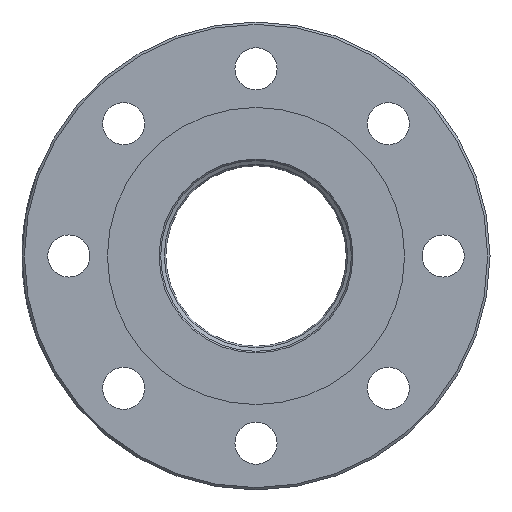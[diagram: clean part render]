
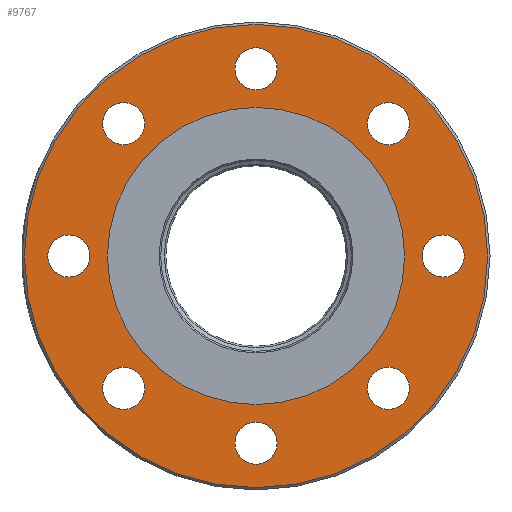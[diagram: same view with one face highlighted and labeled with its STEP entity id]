
A CAD part, left-side view. The second image highlights one B-rep face of the part: STEP entity #9767.
In plain terms, the highlighted planar face has unit normal (-1, 0, 0).
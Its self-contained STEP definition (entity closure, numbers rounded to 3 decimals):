
#18 = VERTEX_POINT ( 'NONE', #13229 ) ;
#138 = DIRECTION ( 'NONE',  ( 0., -0.707, 0.707 ) ) ;
#269 = FACE_BOUND ( 'NONE', #8944, .T. ) ;
#279 = DIRECTION ( 'NONE',  ( 1., 0., 0. ) ) ;
#703 = AXIS2_PLACEMENT_3D ( 'NONE', #4449, #11247, #7817 ) ;
#739 = CARTESIAN_POINT ( 'NONE',  ( 3.962, 0., 0. ) ) ;
#744 = CARTESIAN_POINT ( 'NONE',  ( 3.962, 62.932, 50.204 ) ) ;
#801 = CARTESIAN_POINT ( 'NONE',  ( 3.962, -62.932, -50.204 ) ) ;
#919 = CIRCLE ( 'NONE', #703, 9. ) ;
#939 = DIRECTION ( 'NONE',  ( 1., 0., 0. ) ) ;
#1478 = ORIENTED_EDGE ( 'NONE', *, *, #1784, .T. ) ;
#1484 = EDGE_LOOP ( 'NONE', ( #13100 ) ) ;
#1546 = CARTESIAN_POINT ( 'NONE',  ( 3.962, 0., 0. ) ) ;
#1736 = DIRECTION ( 'NONE',  ( 0., 0., -1. ) ) ;
#1784 = EDGE_CURVE ( 'NONE', #6389, #6389, #12232, .T. ) ;
#2046 = DIRECTION ( 'NONE',  ( 0., 1., 0. ) ) ;
#2134 = VERTEX_POINT ( 'NONE', #801 ) ;
#2393 = FACE_BOUND ( 'NONE', #8188, .T. ) ;
#2509 = DIRECTION ( 'NONE',  ( -1., 0., 0. ) ) ;
#2656 = VERTEX_POINT ( 'NONE', #9834 ) ;
#3146 = EDGE_LOOP ( 'NONE', ( #10561 ) ) ;
#3152 = CIRCLE ( 'NONE', #4122, 9. ) ;
#3194 = DIRECTION ( 'NONE',  ( 1., 0., 0. ) ) ;
#3247 = EDGE_LOOP ( 'NONE', ( #10340 ) ) ;
#3403 = CARTESIAN_POINT ( 'NONE',  ( 3.962, -80., 0. ) ) ;
#3692 = ORIENTED_EDGE ( 'NONE', *, *, #5644, .T. ) ;
#3723 = DIRECTION ( 'NONE',  ( 0., 0.707, -0.707 ) ) ;
#4122 = AXIS2_PLACEMENT_3D ( 'NONE', #12278, #939, #5546 ) ;
#4138 = EDGE_CURVE ( 'NONE', #13604, #13604, #7882, .T. ) ;
#4141 = CIRCLE ( 'NONE', #13016, 9. ) ;
#4207 = CARTESIAN_POINT ( 'NONE',  ( 3.962, 50.204, -62.932 ) ) ;
#4449 = CARTESIAN_POINT ( 'NONE',  ( 3.962, -56.568, 56.568 ) ) ;
#4530 = DIRECTION ( 'NONE',  ( 1., 0., 0. ) ) ;
#5028 = ORIENTED_EDGE ( 'NONE', *, *, #9609, .T. ) ;
#5139 = VERTEX_POINT ( 'NONE', #4207 ) ;
#5260 = CARTESIAN_POINT ( 'NONE',  ( 3.962, 0., -63.5 ) ) ;
#5546 = DIRECTION ( 'NONE',  ( 0., -1., 0. ) ) ;
#5644 = EDGE_CURVE ( 'NONE', #9192, #9192, #4141, .T. ) ;
#5669 = VERTEX_POINT ( 'NONE', #5260 ) ;
#5963 = DIRECTION ( 'NONE',  ( 1., 0., 0. ) ) ;
#6060 = CIRCLE ( 'NONE', #7623, 63.5 ) ;
#6285 = PLANE ( 'NONE',  #8298 ) ;
#6364 = DIRECTION ( 'NONE',  ( 1., 0., 0. ) ) ;
#6388 = DIRECTION ( 'NONE',  ( 1., 0., 0. ) ) ;
#6389 = VERTEX_POINT ( 'NONE', #744 ) ;
#6463 = FACE_BOUND ( 'NONE', #9345, .T. ) ;
#6618 = EDGE_CURVE ( 'NONE', #2134, #2134, #9572, .T. ) ;
#6695 = EDGE_LOOP ( 'NONE', ( #13073 ) ) ;
#6696 = DIRECTION ( 'NONE',  ( 1., 0., 0. ) ) ;
#6732 = ORIENTED_EDGE ( 'NONE', *, *, #8463, .T. ) ;
#6882 = EDGE_LOOP ( 'NONE', ( #3692 ) ) ;
#7071 = VERTEX_POINT ( 'NONE', #8759 ) ;
#7494 = CARTESIAN_POINT ( 'NONE',  ( 3.962, 0., 0. ) ) ;
#7623 = AXIS2_PLACEMENT_3D ( 'NONE', #7494, #6364, #11912 ) ;
#7817 = DIRECTION ( 'NONE',  ( 0., 0.707, 0.707 ) ) ;
#7882 = CIRCLE ( 'NONE', #9409, 9. ) ;
#8188 = EDGE_LOOP ( 'NONE', ( #10418 ) ) ;
#8298 = AXIS2_PLACEMENT_3D ( 'NONE', #739, #6388, #1736 ) ;
#8463 = EDGE_CURVE ( 'NONE', #12003, #12003, #9308, .T. ) ;
#8621 = EDGE_CURVE ( 'NONE', #7071, #7071, #3152, .T. ) ;
#8759 = CARTESIAN_POINT ( 'NONE',  ( 3.962, -9., -80. ) ) ;
#8764 = AXIS2_PLACEMENT_3D ( 'NONE', #1546, #2509, #9304 ) ;
#8809 = CARTESIAN_POINT ( 'NONE',  ( 3.962, 0., -99. ) ) ;
#8893 = AXIS2_PLACEMENT_3D ( 'NONE', #11325, #4530, #138 ) ;
#8944 = EDGE_LOOP ( 'NONE', ( #12042 ) ) ;
#9087 = EDGE_CURVE ( 'NONE', #5139, #5139, #14229, .T. ) ;
#9192 = VERTEX_POINT ( 'NONE', #9981 ) ;
#9260 = FACE_BOUND ( 'NONE', #6882, .T. ) ;
#9289 = DIRECTION ( 'NONE',  ( 0., 0., -1. ) ) ;
#9300 = CARTESIAN_POINT ( 'NONE',  ( 3.962, 56.568, 56.568 ) ) ;
#9304 = DIRECTION ( 'NONE',  ( 0., 0., -1. ) ) ;
#9308 = CIRCLE ( 'NONE', #8764, 99. ) ;
#9345 = EDGE_LOOP ( 'NONE', ( #5028 ) ) ;
#9409 = AXIS2_PLACEMENT_3D ( 'NONE', #13275, #3194, #2046 ) ;
#9454 = FACE_BOUND ( 'NONE', #10576, .T. ) ;
#9572 = CIRCLE ( 'NONE', #8893, 9. ) ;
#9609 = EDGE_CURVE ( 'NONE', #2656, #2656, #13857, .T. ) ;
#9663 = AXIS2_PLACEMENT_3D ( 'NONE', #9300, #279, #3723 ) ;
#9767 = ADVANCED_FACE ( 'NONE', ( #11735, #269, #10330, #12609, #9260, #2393, #12440, #9454, #6463, #11031 ), #6285, .F. ) ;
#9834 = CARTESIAN_POINT ( 'NONE',  ( 3.962, 80., -9. ) ) ;
#9948 = DIRECTION ( 'NONE',  ( 1., 0., 0. ) ) ;
#9981 = CARTESIAN_POINT ( 'NONE',  ( 3.962, -80., 9. ) ) ;
#10330 = FACE_BOUND ( 'NONE', #6695, .T. ) ;
#10340 = ORIENTED_EDGE ( 'NONE', *, *, #13858, .T. ) ;
#10418 = ORIENTED_EDGE ( 'NONE', *, *, #13977, .T. ) ;
#10561 = ORIENTED_EDGE ( 'NONE', *, *, #4138, .T. ) ;
#10576 = EDGE_LOOP ( 'NONE', ( #1478 ) ) ;
#11031 = FACE_BOUND ( 'NONE', #3247, .T. ) ;
#11247 = DIRECTION ( 'NONE',  ( 1., 0., 0. ) ) ;
#11325 = CARTESIAN_POINT ( 'NONE',  ( 3.962, -56.568, -56.568 ) ) ;
#11641 = EDGE_LOOP ( 'NONE', ( #6732 ) ) ;
#11672 = CARTESIAN_POINT ( 'NONE',  ( 3.962, 56.568, -56.568 ) ) ;
#11735 = FACE_OUTER_BOUND ( 'NONE', #11641, .T. ) ;
#11912 = DIRECTION ( 'NONE',  ( 0., 0., -1. ) ) ;
#12002 = CARTESIAN_POINT ( 'NONE',  ( 3.962, 9., 80. ) ) ;
#12003 = VERTEX_POINT ( 'NONE', #8809 ) ;
#12042 = ORIENTED_EDGE ( 'NONE', *, *, #9087, .T. ) ;
#12232 = CIRCLE ( 'NONE', #9663, 9. ) ;
#12278 = CARTESIAN_POINT ( 'NONE',  ( 3.962, 0., -80. ) ) ;
#12434 = AXIS2_PLACEMENT_3D ( 'NONE', #13439, #6696, #9289 ) ;
#12440 = FACE_BOUND ( 'NONE', #3146, .T. ) ;
#12609 = FACE_BOUND ( 'NONE', #1484, .T. ) ;
#12847 = DIRECTION ( 'NONE',  ( 0., -0.707, -0.707 ) ) ;
#13016 = AXIS2_PLACEMENT_3D ( 'NONE', #3403, #9948, #13348 ) ;
#13073 = ORIENTED_EDGE ( 'NONE', *, *, #8621, .T. ) ;
#13100 = ORIENTED_EDGE ( 'NONE', *, *, #6618, .T. ) ;
#13229 = CARTESIAN_POINT ( 'NONE',  ( 3.962, -50.204, 62.932 ) ) ;
#13275 = CARTESIAN_POINT ( 'NONE',  ( 3.962, 0., 80. ) ) ;
#13348 = DIRECTION ( 'NONE',  ( 0., 0., 1. ) ) ;
#13439 = CARTESIAN_POINT ( 'NONE',  ( 3.962, 80., 0. ) ) ;
#13604 = VERTEX_POINT ( 'NONE', #12002 ) ;
#13857 = CIRCLE ( 'NONE', #12434, 9. ) ;
#13858 = EDGE_CURVE ( 'NONE', #5669, #5669, #6060, .T. ) ;
#13960 = AXIS2_PLACEMENT_3D ( 'NONE', #11672, #5963, #12847 ) ;
#13977 = EDGE_CURVE ( 'NONE', #18, #18, #919, .T. ) ;
#14229 = CIRCLE ( 'NONE', #13960, 9. ) ;
